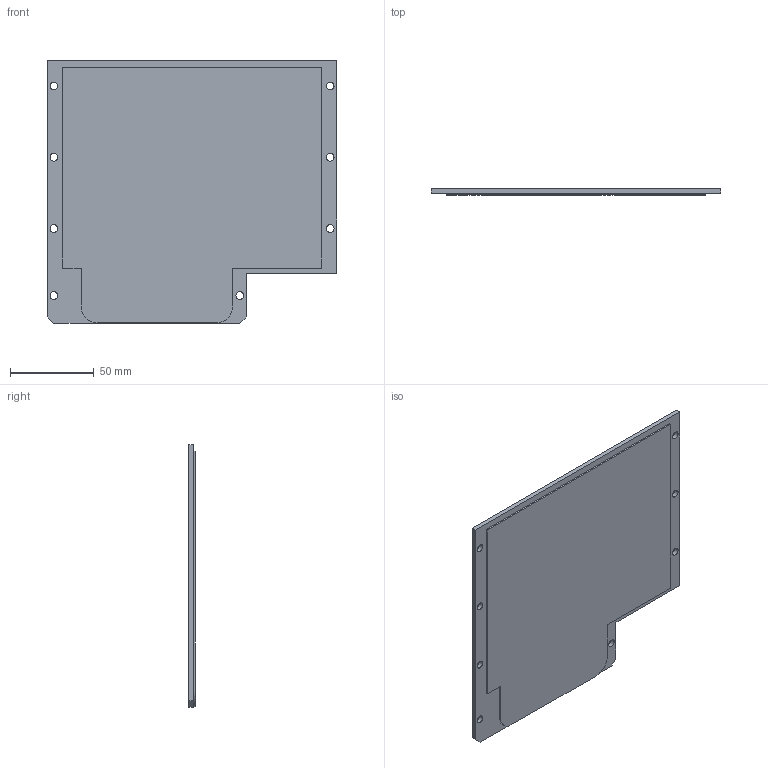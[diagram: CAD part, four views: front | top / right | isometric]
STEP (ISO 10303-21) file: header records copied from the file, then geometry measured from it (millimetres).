
FILE_DESCRIPTION(/* description */ (''),/* implementation_level */ '2;1');
FILE_NAME(/* name */ 'Rear Panel - Template.step',/* time_stamp */ '2022-07-19T00:54:38-05:00',/* author */ (''),/* organization */ (''),/* preprocessor_version */ 'ST-DEVELOPER v19',/* originating_system */ 'Autodesk Translation Framework v11.7.0.108',/* authorisation */ '');
FILE_SCHEMA (('AUTOMOTIVE_DESIGN { 1 0 10303 214 3 1 1 }'));
Length unit declared in the file: millimetre
Products named in the file (7): Rear Panel - Template; Blank Template; Molex Micro Fit 3; Fans; USB; JST SM; Other Connectors
Assembly tree (6 placements, depth 2):
  Rear Panel - Template
    Blank Template
    Molex Micro Fit 3
    Fans
    USB
    JST SM
    Other Connectors
Bounding box: 172.55 x 3.8 x 156.8 mm (x, y, z)
Volume: 92209 mm3; surface area: 53331.6 mm2
Topology: 1 solids, 1 shells, 30 faces, 81 edges, 54 vertices
Faces by surface type: plane 20, cylinder 10
Full cylindrical faces by diameter (mm): 4.6 x8
Entity records: 1141 total; most frequent: DIRECTION 187, CARTESIAN_POINT 178, ORIENTED_EDGE 162, EDGE_CURVE 81, AXIS2_PLACEMENT_3D 63, LINE 61, VECTOR 61, VERTEX_POINT 54
